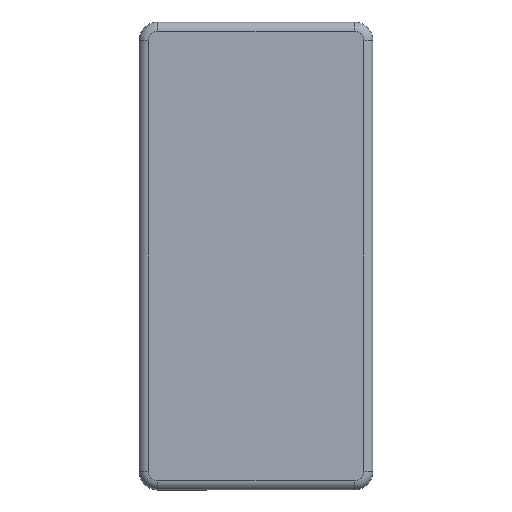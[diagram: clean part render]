
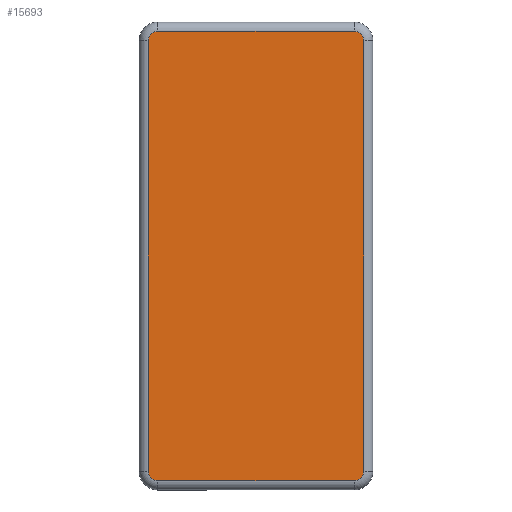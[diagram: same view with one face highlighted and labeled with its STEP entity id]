
A CAD part, front view. The second image highlights one B-rep face of the part: STEP entity #15693.
In plain terms, the highlighted planar face has unit normal (0, -1, 0).
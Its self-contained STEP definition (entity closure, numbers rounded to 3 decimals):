
#246 = LINE ( 'NONE', #16273, #16204 ) ;
#743 = ORIENTED_EDGE ( 'NONE', *, *, #7624, .T. ) ;
#833 = VERTEX_POINT ( 'NONE', #14631 ) ;
#1055 = CARTESIAN_POINT ( 'NONE',  ( 10.5, 0., -23. ) ) ;
#1187 = DIRECTION ( 'NONE',  ( 0., 0., 1. ) ) ;
#1207 = DIRECTION ( 'NONE',  ( 0., -1., 0. ) ) ;
#1479 = CARTESIAN_POINT ( 'NONE',  ( -10.5, 0., -24. ) ) ;
#1543 = VERTEX_POINT ( 'NONE', #1623 ) ;
#1623 = CARTESIAN_POINT ( 'NONE',  ( 11.5, 0., -23. ) ) ;
#1741 = EDGE_CURVE ( 'NONE', #3945, #13045, #2485, .T. ) ;
#2152 = CIRCLE ( 'NONE', #15880, 1. ) ;
#2266 = DIRECTION ( 'NONE',  ( 1., 0., 0. ) ) ;
#2321 = ORIENTED_EDGE ( 'NONE', *, *, #14525, .T. ) ;
#2443 = AXIS2_PLACEMENT_3D ( 'NONE', #1055, #17783, #1187 ) ;
#2485 = CIRCLE ( 'NONE', #7912, 1. ) ;
#2737 = PLANE ( 'NONE',  #6831 ) ;
#2971 = ORIENTED_EDGE ( 'NONE', *, *, #1741, .T. ) ;
#3179 = ORIENTED_EDGE ( 'NONE', *, *, #10324, .T. ) ;
#3204 = CARTESIAN_POINT ( 'NONE',  ( -11.5, 0., 23. ) ) ;
#3358 = CIRCLE ( 'NONE', #12998, 1. ) ;
#3523 = DIRECTION ( 'NONE',  ( 0., -1., 0. ) ) ;
#3945 = VERTEX_POINT ( 'NONE', #4001 ) ;
#4001 = CARTESIAN_POINT ( 'NONE',  ( 11.5, 0., 23. ) ) ;
#4066 = CARTESIAN_POINT ( 'NONE',  ( 10.5, 0., -24. ) ) ;
#4144 = VECTOR ( 'NONE', #2266, 1000. ) ;
#4208 = EDGE_CURVE ( 'NONE', #13045, #833, #17052, .T. ) ;
#4932 = LINE ( 'NONE', #6221, #11896 ) ;
#5298 = DIRECTION ( 'NONE',  ( 0., 0., 1. ) ) ;
#5557 = ORIENTED_EDGE ( 'NONE', *, *, #4208, .T. ) ;
#6075 = DIRECTION ( 'NONE',  ( 0., 0., 1. ) ) ;
#6221 = CARTESIAN_POINT ( 'NONE',  ( 11.5, 0., 23. ) ) ;
#6594 = CARTESIAN_POINT ( 'NONE',  ( 10.5, 0., -24. ) ) ;
#6831 = AXIS2_PLACEMENT_3D ( 'NONE', #16446, #10885, #5298 ) ;
#7467 = CARTESIAN_POINT ( 'NONE',  ( 10.5, 0., 24. ) ) ;
#7624 = EDGE_CURVE ( 'NONE', #11203, #17708, #2152, .T. ) ;
#7648 = ORIENTED_EDGE ( 'NONE', *, *, #8211, .T. ) ;
#7912 = AXIS2_PLACEMENT_3D ( 'NONE', #11864, #3523, #6075 ) ;
#8211 = EDGE_CURVE ( 'NONE', #15466, #1543, #16707, .T. ) ;
#10324 = EDGE_CURVE ( 'NONE', #1543, #3945, #4932, .T. ) ;
#10885 = DIRECTION ( 'NONE',  ( 0., 1., 0. ) ) ;
#10951 = DIRECTION ( 'NONE',  ( 0., 0., 1. ) ) ;
#11145 = DIRECTION ( 'NONE',  ( 0., -1., 0. ) ) ;
#11203 = VERTEX_POINT ( 'NONE', #16281 ) ;
#11214 = CARTESIAN_POINT ( 'NONE',  ( -10.5, 0., 23. ) ) ;
#11663 = DIRECTION ( 'NONE',  ( -1., 0., 0. ) ) ;
#11823 = DIRECTION ( 'NONE',  ( 0., 0., 1. ) ) ;
#11864 = CARTESIAN_POINT ( 'NONE',  ( 10.5, 0., 23. ) ) ;
#11896 = VECTOR ( 'NONE', #11823, 1000. ) ;
#12998 = AXIS2_PLACEMENT_3D ( 'NONE', #11214, #11145, #16763 ) ;
#13045 = VERTEX_POINT ( 'NONE', #14122 ) ;
#14005 = ORIENTED_EDGE ( 'NONE', *, *, #18104, .T. ) ;
#14122 = CARTESIAN_POINT ( 'NONE',  ( 10.5, 0., 24. ) ) ;
#14271 = EDGE_CURVE ( 'NONE', #16774, #11203, #246, .T. ) ;
#14430 = FACE_OUTER_BOUND ( 'NONE', #14696, .T. ) ;
#14525 = EDGE_CURVE ( 'NONE', #833, #16774, #3358, .T. ) ;
#14631 = CARTESIAN_POINT ( 'NONE',  ( -10.5, 0., 24. ) ) ;
#14696 = EDGE_LOOP ( 'NONE', ( #7648, #3179, #2971, #5557, #2321, #17870, #743, #14005 ) ) ;
#15466 = VERTEX_POINT ( 'NONE', #4066 ) ;
#15513 = VECTOR ( 'NONE', #11663, 1000. ) ;
#15693 = ADVANCED_FACE ( 'NONE', ( #14430 ), #2737, .F. ) ;
#15880 = AXIS2_PLACEMENT_3D ( 'NONE', #16264, #1207, #10951 ) ;
#16204 = VECTOR ( 'NONE', #17501, 1000. ) ;
#16264 = CARTESIAN_POINT ( 'NONE',  ( -10.5, 0., -23. ) ) ;
#16273 = CARTESIAN_POINT ( 'NONE',  ( -11.5, 0., 23. ) ) ;
#16281 = CARTESIAN_POINT ( 'NONE',  ( -11.5, 0., -23. ) ) ;
#16446 = CARTESIAN_POINT ( 'NONE',  ( 10.5, 0., 23. ) ) ;
#16707 = CIRCLE ( 'NONE', #2443, 1. ) ;
#16763 = DIRECTION ( 'NONE',  ( 0., 0., 1. ) ) ;
#16774 = VERTEX_POINT ( 'NONE', #3204 ) ;
#17052 = LINE ( 'NONE', #7467, #15513 ) ;
#17444 = LINE ( 'NONE', #6594, #4144 ) ;
#17501 = DIRECTION ( 'NONE',  ( 0., 0., -1. ) ) ;
#17708 = VERTEX_POINT ( 'NONE', #1479 ) ;
#17783 = DIRECTION ( 'NONE',  ( 0., -1., 0. ) ) ;
#17870 = ORIENTED_EDGE ( 'NONE', *, *, #14271, .T. ) ;
#18104 = EDGE_CURVE ( 'NONE', #17708, #15466, #17444, .T. ) ;
